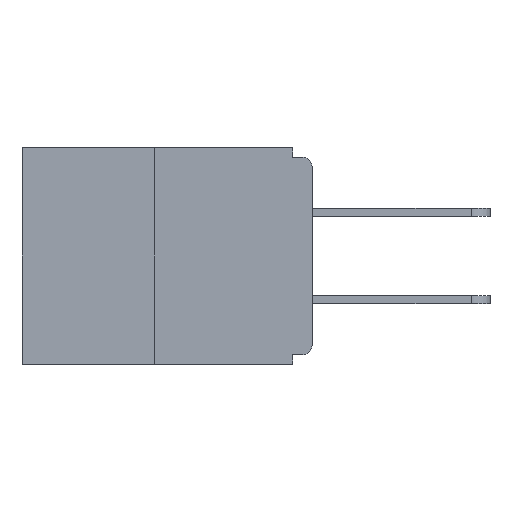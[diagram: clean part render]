
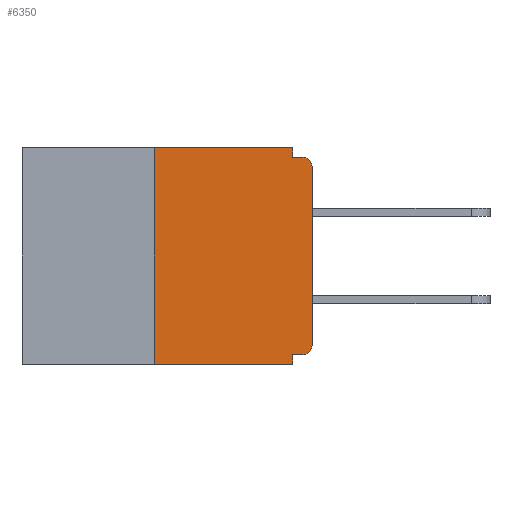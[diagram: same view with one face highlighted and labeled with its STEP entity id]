
A CAD part, left-side view. The second image highlights one B-rep face of the part: STEP entity #6350.
In plain terms, the highlighted planar face has unit normal (-1, 0, 0).
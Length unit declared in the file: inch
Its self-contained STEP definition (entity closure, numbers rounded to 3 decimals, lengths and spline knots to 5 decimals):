
#283 = DIRECTION ( 'NONE',  ( 0., 0., 1. ) ) ;
#325 = VECTOR ( 'NONE', #10006, 39.37008 ) ;
#335 = DIRECTION ( 'NONE',  ( 0., 0., -1. ) ) ;
#344 = EDGE_CURVE ( 'NONE', #5137, #5778, #4891, .T. ) ;
#763 = VERTEX_POINT ( 'NONE', #9421 ) ;
#864 = LINE ( 'NONE', #8301, #325 ) ;
#960 = ORIENTED_EDGE ( 'NONE', *, *, #9843, .T. ) ;
#1023 = VECTOR ( 'NONE', #5641, 39.37008 ) ;
#1273 = VERTEX_POINT ( 'NONE', #3596 ) ;
#1371 = DIRECTION ( 'NONE',  ( -1., 0., 0. ) ) ;
#1393 = CARTESIAN_POINT ( 'NONE',  ( 0., 0.031, -0.328 ) ) ;
#1450 = EDGE_CURVE ( 'NONE', #4008, #3699, #7190, .T. ) ;
#1456 = CARTESIAN_POINT ( 'NONE',  ( 0., 0., -0.015 ) ) ;
#2116 = EDGE_CURVE ( 'NONE', #2254, #6228, #10776, .T. ) ;
#2254 = VERTEX_POINT ( 'NONE', #4119 ) ;
#2385 = EDGE_LOOP ( 'NONE', ( #9835, #5150, #2723, #7100, #5825, #960, #7206, #6331, #2480, #10737 ) ) ;
#2480 = ORIENTED_EDGE ( 'NONE', *, *, #2116, .F. ) ;
#2723 = ORIENTED_EDGE ( 'NONE', *, *, #8527, .T. ) ;
#2814 = EDGE_CURVE ( 'NONE', #3699, #6228, #9838, .T. ) ;
#2914 = CARTESIAN_POINT ( 'NONE',  ( 0., 0., -0.313 ) ) ;
#3059 = CARTESIAN_POINT ( 'NONE',  ( 0., 0.015, -0.015 ) ) ;
#3066 = VECTOR ( 'NONE', #6158, 39.37008 ) ;
#3227 = DIRECTION ( 'NONE',  ( 1., 0., 0. ) ) ;
#3596 = CARTESIAN_POINT ( 'NONE',  ( 0., 0.25, 0. ) ) ;
#3672 = VERTEX_POINT ( 'NONE', #8396 ) ;
#3699 = VERTEX_POINT ( 'NONE', #9223 ) ;
#3928 = CARTESIAN_POINT ( 'NONE',  ( 0., 0.015, -0.03 ) ) ;
#3972 = PLANE ( 'NONE',  #5588 ) ;
#4008 = VERTEX_POINT ( 'NONE', #2914 ) ;
#4012 = CARTESIAN_POINT ( 'NONE',  ( 0., 0.031, -0.343 ) ) ;
#4119 = CARTESIAN_POINT ( 'NONE',  ( 0., 0.031, -0.015 ) ) ;
#4337 = VECTOR ( 'NONE', #4401, 39.37008 ) ;
#4401 = DIRECTION ( 'NONE',  ( 0., 0., -1. ) ) ;
#4509 = CARTESIAN_POINT ( 'NONE',  ( 0., 0.46, -0.343 ) ) ;
#4585 = CARTESIAN_POINT ( 'NONE',  ( 0., 0.015, -0.313 ) ) ;
#4612 = AXIS2_PLACEMENT_3D ( 'NONE', #3928, #1371, #9102 ) ;
#4891 = LINE ( 'NONE', #4012, #9882 ) ;
#5137 = VERTEX_POINT ( 'NONE', #1393 ) ;
#5150 = ORIENTED_EDGE ( 'NONE', *, *, #7387, .F. ) ;
#5260 = EDGE_CURVE ( 'NONE', #9420, #5137, #864, .T. ) ;
#5298 = LINE ( 'NONE', #4509, #3066 ) ;
#5396 = VECTOR ( 'NONE', #6345, 39.37008 ) ;
#5542 = LINE ( 'NONE', #9532, #4337 ) ;
#5559 = CARTESIAN_POINT ( 'NONE',  ( 0., 0., 0. ) ) ;
#5588 = AXIS2_PLACEMENT_3D ( 'NONE', #5736, #3227, #8089 ) ;
#5641 = DIRECTION ( 'NONE',  ( 0., -1., 0. ) ) ;
#5736 = CARTESIAN_POINT ( 'NONE',  ( 0., 0.46, 0. ) ) ;
#5778 = VERTEX_POINT ( 'NONE', #9146 ) ;
#5792 = CIRCLE ( 'NONE', #9322, 0.015 ) ;
#5825 = ORIENTED_EDGE ( 'NONE', *, *, #5260, .F. ) ;
#6158 = DIRECTION ( 'NONE',  ( 0., -1., 0. ) ) ;
#6228 = VERTEX_POINT ( 'NONE', #3059 ) ;
#6331 = ORIENTED_EDGE ( 'NONE', *, *, #2814, .T. ) ;
#6345 = DIRECTION ( 'NONE',  ( 0., 0., 1. ) ) ;
#6350 = ADVANCED_FACE ( 'NONE', ( #9405 ), #3972, .F. ) ;
#6748 = LINE ( 'NONE', #8662, #9254 ) ;
#7100 = ORIENTED_EDGE ( 'NONE', *, *, #344, .F. ) ;
#7190 = LINE ( 'NONE', #5559, #5396 ) ;
#7206 = ORIENTED_EDGE ( 'NONE', *, *, #1450, .T. ) ;
#7387 = EDGE_CURVE ( 'NONE', #3672, #1273, #6748, .T. ) ;
#8089 = DIRECTION ( 'NONE',  ( 0., 0., -1. ) ) ;
#8169 = VECTOR ( 'NONE', #9381, 39.37008 ) ;
#8301 = CARTESIAN_POINT ( 'NONE',  ( 0., 0., -0.328 ) ) ;
#8396 = CARTESIAN_POINT ( 'NONE',  ( 0., 0.25, -0.343 ) ) ;
#8412 = EDGE_CURVE ( 'NONE', #1273, #763, #8430, .T. ) ;
#8430 = LINE ( 'NONE', #9307, #8169 ) ;
#8527 = EDGE_CURVE ( 'NONE', #3672, #5778, #5298, .T. ) ;
#8662 = CARTESIAN_POINT ( 'NONE',  ( 0., 0.25, 0. ) ) ;
#9000 = DIRECTION ( 'NONE',  ( 0., 0., -1. ) ) ;
#9102 = DIRECTION ( 'NONE',  ( 0., 0., -1. ) ) ;
#9146 = CARTESIAN_POINT ( 'NONE',  ( 0., 0.031, -0.343 ) ) ;
#9223 = CARTESIAN_POINT ( 'NONE',  ( 0., 0., -0.03 ) ) ;
#9254 = VECTOR ( 'NONE', #283, 39.37008 ) ;
#9307 = CARTESIAN_POINT ( 'NONE',  ( 0., 0.46, 0. ) ) ;
#9322 = AXIS2_PLACEMENT_3D ( 'NONE', #4585, #10503, #335 ) ;
#9381 = DIRECTION ( 'NONE',  ( 0., -1., 0. ) ) ;
#9405 = FACE_OUTER_BOUND ( 'NONE', #2385, .T. ) ;
#9420 = VERTEX_POINT ( 'NONE', #10702 ) ;
#9421 = CARTESIAN_POINT ( 'NONE',  ( 0., 0.031, 0. ) ) ;
#9532 = CARTESIAN_POINT ( 'NONE',  ( 0., 0.031, 0. ) ) ;
#9785 = EDGE_CURVE ( 'NONE', #763, #2254, #5542, .T. ) ;
#9835 = ORIENTED_EDGE ( 'NONE', *, *, #8412, .F. ) ;
#9838 = CIRCLE ( 'NONE', #4612, 0.015 ) ;
#9843 = EDGE_CURVE ( 'NONE', #9420, #4008, #5792, .T. ) ;
#9882 = VECTOR ( 'NONE', #9000, 39.37008 ) ;
#10006 = DIRECTION ( 'NONE',  ( 0., 1., 0. ) ) ;
#10503 = DIRECTION ( 'NONE',  ( -1., 0., 0. ) ) ;
#10702 = CARTESIAN_POINT ( 'NONE',  ( 0., 0.015, -0.328 ) ) ;
#10737 = ORIENTED_EDGE ( 'NONE', *, *, #9785, .F. ) ;
#10776 = LINE ( 'NONE', #1456, #1023 ) ;
